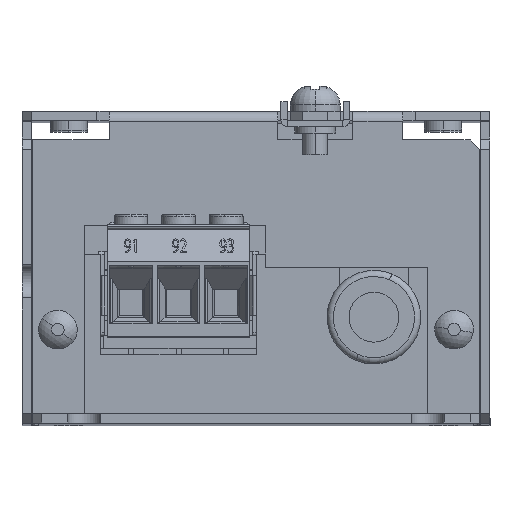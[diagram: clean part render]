
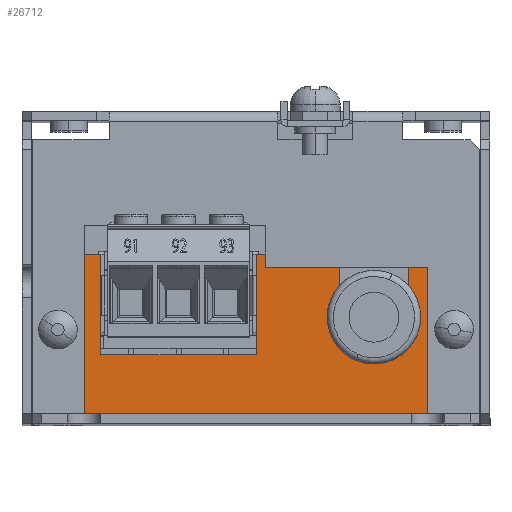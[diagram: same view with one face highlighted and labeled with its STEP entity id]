
A CAD part, top view. The second image highlights one B-rep face of the part: STEP entity #26712.
In plain terms, the highlighted face is planar.
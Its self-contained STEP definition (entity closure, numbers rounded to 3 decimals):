
#72 = VECTOR ( 'NONE', #35260, 1000. ) ;
#110 = EDGE_CURVE ( 'NONE', #132, #4905, #28511, .T. ) ;
#132 = VERTEX_POINT ( 'NONE', #469 ) ;
#469 = CARTESIAN_POINT ( 'NONE',  ( 103.4, 0.1, -34.759 ) ) ;
#1119 = DIRECTION ( 'NONE',  ( 0., -1., 0. ) ) ;
#1643 = PLANE ( 'NONE',  #8773 ) ;
#1834 = LINE ( 'NONE', #39464, #39042 ) ;
#2554 = DIRECTION ( 'NONE',  ( 0., 0., -1. ) ) ;
#2679 = CARTESIAN_POINT ( 'NONE',  ( 103.4, 12.4, -31.75 ) ) ;
#2748 = LINE ( 'NONE', #12466, #11208 ) ;
#4031 = EDGE_CURVE ( 'NONE', #17769, #23741, #46640, .T. ) ;
#4301 = EDGE_CURVE ( 'NONE', #14175, #39637, #15057, .T. ) ;
#4754 = CARTESIAN_POINT ( 'NONE',  ( 103.4, 0.1, 35.9 ) ) ;
#4851 = EDGE_CURVE ( 'NONE', #23741, #17769, #41952, .T. ) ;
#4905 = VERTEX_POINT ( 'NONE', #19421 ) ;
#5888 = ORIENTED_EDGE ( 'NONE', *, *, #35261, .T. ) ;
#6052 = DIRECTION ( 'NONE',  ( 0., 1., 0. ) ) ;
#6253 = DIRECTION ( 'NONE',  ( 0., 1., 0. ) ) ;
#6391 = CARTESIAN_POINT ( 'NONE',  ( 103.4, 12.4, 31.75 ) ) ;
#7321 = EDGE_CURVE ( 'NONE', #7480, #15567, #21206, .T. ) ;
#7480 = VERTEX_POINT ( 'NONE', #16252 ) ;
#7570 = FACE_BOUND ( 'NONE', #44709, .T. ) ;
#8056 = DIRECTION ( 'NONE',  ( 1., 0., 0. ) ) ;
#8676 = CARTESIAN_POINT ( 'NONE',  ( 103.4, 0.1, 34.759 ) ) ;
#8773 = AXIS2_PLACEMENT_3D ( 'NONE', #31885, #13465, #18671 ) ;
#9633 = CARTESIAN_POINT ( 'NONE',  ( 103.4, 14., -31.75 ) ) ;
#9953 = ORIENTED_EDGE ( 'NONE', *, *, #22687, .F. ) ;
#10621 = EDGE_CURVE ( 'NONE', #28809, #24358, #36948, .T. ) ;
#10806 = VERTEX_POINT ( 'NONE', #8676 ) ;
#10855 = ORIENTED_EDGE ( 'NONE', *, *, #14470, .F. ) ;
#11036 = CARTESIAN_POINT ( 'NONE',  ( 103.4, 26., 0. ) ) ;
#11208 = VECTOR ( 'NONE', #19681, 1000. ) ;
#11403 = VERTEX_POINT ( 'NONE', #27843 ) ;
#11673 = CARTESIAN_POINT ( 'NONE',  ( 103.4, 14., 31.75 ) ) ;
#11827 = DIRECTION ( 'NONE',  ( 1., 0., 0. ) ) ;
#12466 = CARTESIAN_POINT ( 'NONE',  ( 103.4, 26., -13.4 ) ) ;
#12749 = EDGE_LOOP ( 'NONE', ( #28248, #32836 ) ) ;
#12929 = ORIENTED_EDGE ( 'NONE', *, *, #40338, .T. ) ;
#12996 = EDGE_CURVE ( 'NONE', #11403, #43997, #2748, .T. ) ;
#13422 = ORIENTED_EDGE ( 'NONE', *, *, #27437, .F. ) ;
#13465 = DIRECTION ( 'NONE',  ( -1., 0., 0. ) ) ;
#14175 = VERTEX_POINT ( 'NONE', #6391 ) ;
#14437 = CARTESIAN_POINT ( 'NONE',  ( 103.4, 0., -34.759 ) ) ;
#14470 = EDGE_CURVE ( 'NONE', #15567, #28809, #43290, .T. ) ;
#14691 = CARTESIAN_POINT ( 'NONE',  ( 103.4, 16., -24.4 ) ) ;
#15041 = DIRECTION ( 'NONE',  ( 0., 0., 1. ) ) ;
#15057 = CIRCLE ( 'NONE', #46229, 1.6 ) ;
#15561 = VECTOR ( 'NONE', #33542, 1000. ) ;
#15567 = VERTEX_POINT ( 'NONE', #21472 ) ;
#16013 = FACE_BOUND ( 'NONE', #12749, .T. ) ;
#16151 = DIRECTION ( 'NONE',  ( 0., 1., 0. ) ) ;
#16195 = VECTOR ( 'NONE', #15041, 1000. ) ;
#16252 = CARTESIAN_POINT ( 'NONE',  ( 103.4, 26., 24.9 ) ) ;
#16571 = EDGE_CURVE ( 'NONE', #11403, #24358, #1834, .T. ) ;
#17174 = CARTESIAN_POINT ( 'NONE',  ( 103.4, 10., 24.9 ) ) ;
#17248 = ORIENTED_EDGE ( 'NONE', *, *, #4031, .F. ) ;
#17297 = CARTESIAN_POINT ( 'NONE',  ( 103.4, 15.6, -31.75 ) ) ;
#17769 = VERTEX_POINT ( 'NONE', #17297 ) ;
#18671 = DIRECTION ( 'NONE',  ( 0., -1., 0. ) ) ;
#19116 = DIRECTION ( 'NONE',  ( 0., 1., 0. ) ) ;
#19238 = DIRECTION ( 'NONE',  ( 1., 0., 0. ) ) ;
#19421 = CARTESIAN_POINT ( 'NONE',  ( 103.4, 26., -34.759 ) ) ;
#19599 = LINE ( 'NONE', #34352, #38792 ) ;
#19681 = DIRECTION ( 'NONE',  ( 0., -1., 0. ) ) ;
#20836 = AXIS2_PLACEMENT_3D ( 'NONE', #29627, #8056, #33235 ) ;
#21160 = LINE ( 'NONE', #4754, #15561 ) ;
#21206 = LINE ( 'NONE', #40836, #38141 ) ;
#21472 = CARTESIAN_POINT ( 'NONE',  ( 103.4, 10., 24.9 ) ) ;
#22391 = ORIENTED_EDGE ( 'NONE', *, *, #30783, .F. ) ;
#22687 = EDGE_CURVE ( 'NONE', #10806, #39499, #19599, .T. ) ;
#23009 = VECTOR ( 'NONE', #19116, 1000. ) ;
#23016 = ORIENTED_EDGE ( 'NONE', *, *, #16571, .T. ) ;
#23348 = VERTEX_POINT ( 'NONE', #14691 ) ;
#23741 = VERTEX_POINT ( 'NONE', #2679 ) ;
#24080 = VECTOR ( 'NONE', #2554, 1000. ) ;
#24292 = LINE ( 'NONE', #31655, #72 ) ;
#24358 = VERTEX_POINT ( 'NONE', #40671 ) ;
#25760 = LINE ( 'NONE', #11036, #16195 ) ;
#26528 = VERTEX_POINT ( 'NONE', #44836 ) ;
#26712 = ADVANCED_FACE ( 'NONE', ( #7570, #16013, #44784 ), #1643, .F. ) ;
#27178 = CARTESIAN_POINT ( 'NONE',  ( 103.4, 14., -31.75 ) ) ;
#27437 = EDGE_CURVE ( 'NONE', #43997, #23348, #42982, .T. ) ;
#27792 = ORIENTED_EDGE ( 'NONE', *, *, #41923, .F. ) ;
#27843 = CARTESIAN_POINT ( 'NONE',  ( 103.4, 26., -13.4 ) ) ;
#28248 = ORIENTED_EDGE ( 'NONE', *, *, #41866, .F. ) ;
#28476 = DIRECTION ( 'NONE',  ( 0., 1., 0. ) ) ;
#28511 = LINE ( 'NONE', #14437, #36964 ) ;
#28589 = DIRECTION ( 'NONE',  ( 0., 1., 0. ) ) ;
#28809 = VERTEX_POINT ( 'NONE', #44770 ) ;
#29627 = CARTESIAN_POINT ( 'NONE',  ( 103.4, 14., 31.75 ) ) ;
#30538 = DIRECTION ( 'NONE',  ( 1., 0., 0. ) ) ;
#30783 = EDGE_CURVE ( 'NONE', #23348, #26528, #32615, .T. ) ;
#31226 = DIRECTION ( 'NONE',  ( 1., 0., 0. ) ) ;
#31644 = DIRECTION ( 'NONE',  ( 0., 0., 1. ) ) ;
#31655 = CARTESIAN_POINT ( 'NONE',  ( 103.4, 26., 0. ) ) ;
#31885 = CARTESIAN_POINT ( 'NONE',  ( 103.4, 0., 0. ) ) ;
#32615 = LINE ( 'NONE', #40576, #23009 ) ;
#32836 = ORIENTED_EDGE ( 'NONE', *, *, #4301, .F. ) ;
#33235 = DIRECTION ( 'NONE',  ( 0., 1., 0. ) ) ;
#33403 = DIRECTION ( 'NONE',  ( 0., 1., 0. ) ) ;
#33542 = DIRECTION ( 'NONE',  ( 0., 0., 1. ) ) ;
#34352 = CARTESIAN_POINT ( 'NONE',  ( 103.4, 0., 34.759 ) ) ;
#35260 = DIRECTION ( 'NONE',  ( 0., 0., 1. ) ) ;
#35261 = EDGE_CURVE ( 'NONE', #7480, #39499, #25760, .T. ) ;
#35294 = EDGE_LOOP ( 'NONE', ( #13422, #43876, #23016, #36363, #10855, #43653, #5888, #9953, #27792, #37233, #12929, #22391 ) ) ;
#35798 = VECTOR ( 'NONE', #28476, 1000. ) ;
#36363 = ORIENTED_EDGE ( 'NONE', *, *, #10621, .F. ) ;
#36948 = LINE ( 'NONE', #46405, #35798 ) ;
#36964 = VECTOR ( 'NONE', #16151, 1000. ) ;
#37233 = ORIENTED_EDGE ( 'NONE', *, *, #110, .T. ) ;
#37775 = DIRECTION ( 'NONE',  ( 0., 1., 0. ) ) ;
#37923 = ORIENTED_EDGE ( 'NONE', *, *, #4851, .F. ) ;
#38141 = VECTOR ( 'NONE', #1119, 1000. ) ;
#38792 = VECTOR ( 'NONE', #6253, 1000. ) ;
#39042 = VECTOR ( 'NONE', #31644, 1000. ) ;
#39215 = CIRCLE ( 'NONE', #20836, 1.6 ) ;
#39464 = CARTESIAN_POINT ( 'NONE',  ( 103.4, 26., 0. ) ) ;
#39499 = VERTEX_POINT ( 'NONE', #40965 ) ;
#39637 = VERTEX_POINT ( 'NONE', #41173 ) ;
#40338 = EDGE_CURVE ( 'NONE', #4905, #26528, #24292, .T. ) ;
#40576 = CARTESIAN_POINT ( 'NONE',  ( 103.4, 26., -24.4 ) ) ;
#40671 = CARTESIAN_POINT ( 'NONE',  ( 103.4, 26., -0.1 ) ) ;
#40836 = CARTESIAN_POINT ( 'NONE',  ( 103.4, 26., 24.9 ) ) ;
#40965 = CARTESIAN_POINT ( 'NONE',  ( 103.4, 26., 34.759 ) ) ;
#41173 = CARTESIAN_POINT ( 'NONE',  ( 103.4, 15.6, 31.75 ) ) ;
#41866 = EDGE_CURVE ( 'NONE', #39637, #14175, #39215, .T. ) ;
#41923 = EDGE_CURVE ( 'NONE', #132, #10806, #21160, .T. ) ;
#41952 = CIRCLE ( 'NONE', #42658, 1.6 ) ;
#42331 = AXIS2_PLACEMENT_3D ( 'NONE', #43297, #30538, #37775 ) ;
#42658 = AXIS2_PLACEMENT_3D ( 'NONE', #27178, #19238, #28589 ) ;
#42905 = CARTESIAN_POINT ( 'NONE',  ( 103.4, 16., -13.4 ) ) ;
#42982 = CIRCLE ( 'NONE', #42331, 5.5 ) ;
#43290 = LINE ( 'NONE', #17174, #24080 ) ;
#43297 = CARTESIAN_POINT ( 'NONE',  ( 103.4, 16., -18.9 ) ) ;
#43653 = ORIENTED_EDGE ( 'NONE', *, *, #7321, .F. ) ;
#43876 = ORIENTED_EDGE ( 'NONE', *, *, #12996, .F. ) ;
#43997 = VERTEX_POINT ( 'NONE', #42905 ) ;
#44709 = EDGE_LOOP ( 'NONE', ( #17248, #37923 ) ) ;
#44731 = AXIS2_PLACEMENT_3D ( 'NONE', #9633, #31226, #6052 ) ;
#44770 = CARTESIAN_POINT ( 'NONE',  ( 103.4, 10., -0.1 ) ) ;
#44784 = FACE_OUTER_BOUND ( 'NONE', #35294, .T. ) ;
#44836 = CARTESIAN_POINT ( 'NONE',  ( 103.4, 26., -24.4 ) ) ;
#46229 = AXIS2_PLACEMENT_3D ( 'NONE', #11673, #11827, #33403 ) ;
#46405 = CARTESIAN_POINT ( 'NONE',  ( 103.4, 26., -0.1 ) ) ;
#46640 = CIRCLE ( 'NONE', #44731, 1.6 ) ;
